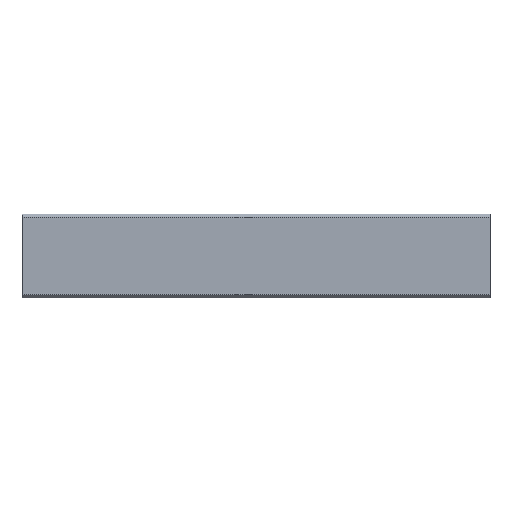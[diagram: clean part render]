
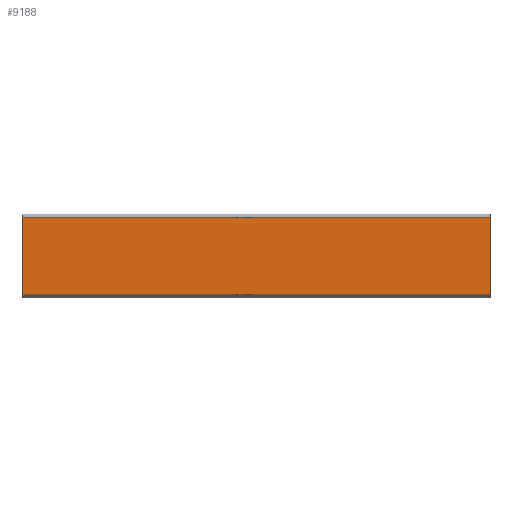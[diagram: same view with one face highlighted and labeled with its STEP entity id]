
A CAD part, front view. The second image highlights one B-rep face of the part: STEP entity #9188.
In plain terms, the highlighted planar face has unit normal (0, -1, 0).
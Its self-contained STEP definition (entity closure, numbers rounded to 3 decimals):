
#4457 = VERTEX_POINT('',#4458);
#4458 = CARTESIAN_POINT('',(150.5,-722.5,-12.425));
#4464 = EDGE_CURVE('',#4465,#4457,#4467,.T.);
#4465 = VERTEX_POINT('',#4466);
#4466 = CARTESIAN_POINT('',(150.5,-722.505,12.45));
#4467 = LINE('',#4468,#4469);
#4468 = CARTESIAN_POINT('',(150.5,-722.505,12.45));
#4469 = VECTOR('',#4470,1.);
#4470 = DIRECTION('',(0.,0.,-1.));
#5488 = VERTEX_POINT('',#5489);
#5489 = CARTESIAN_POINT('',(301.,-722.5,-12.425));
#5495 = EDGE_CURVE('',#5488,#4457,#5496,.T.);
#5496 = LINE('',#5497,#5498);
#5497 = CARTESIAN_POINT('',(301.,-722.5,-12.425));
#5498 = VECTOR('',#5499,1.);
#5499 = DIRECTION('',(-1.,0.,0.));
#9188 = ADVANCED_FACE('',(#9189),#9207,.T.);
#9189 = FACE_BOUND('',#9190,.T.);
#9190 = EDGE_LOOP('',(#9191,#9192,#9200,#9206));
#9191 = ORIENTED_EDGE('',*,*,#5495,.F.);
#9192 = ORIENTED_EDGE('',*,*,#9193,.T.);
#9193 = EDGE_CURVE('',#5488,#9194,#9196,.T.);
#9194 = VERTEX_POINT('',#9195);
#9195 = CARTESIAN_POINT('',(301.,-722.505,12.45));
#9196 = LINE('',#9197,#9198);
#9197 = CARTESIAN_POINT('',(301.,-722.5,-12.425));
#9198 = VECTOR('',#9199,1.);
#9199 = DIRECTION('',(0.,0.,1.));
#9200 = ORIENTED_EDGE('',*,*,#9201,.T.);
#9201 = EDGE_CURVE('',#9194,#4465,#9202,.T.);
#9202 = LINE('',#9203,#9204);
#9203 = CARTESIAN_POINT('',(301.,-722.505,12.45));
#9204 = VECTOR('',#9205,1.);
#9205 = DIRECTION('',(-1.,0.,0.));
#9206 = ORIENTED_EDGE('',*,*,#4464,.T.);
#9207 = PLANE('',#9208);
#9208 = AXIS2_PLACEMENT_3D('',#9209,#9210,#9211);
#9209 = CARTESIAN_POINT('',(225.75,-722.503,0.013));
#9210 = DIRECTION('',(-0.,-1.,0.));
#9211 = DIRECTION('',(0.,0.,-1.));
